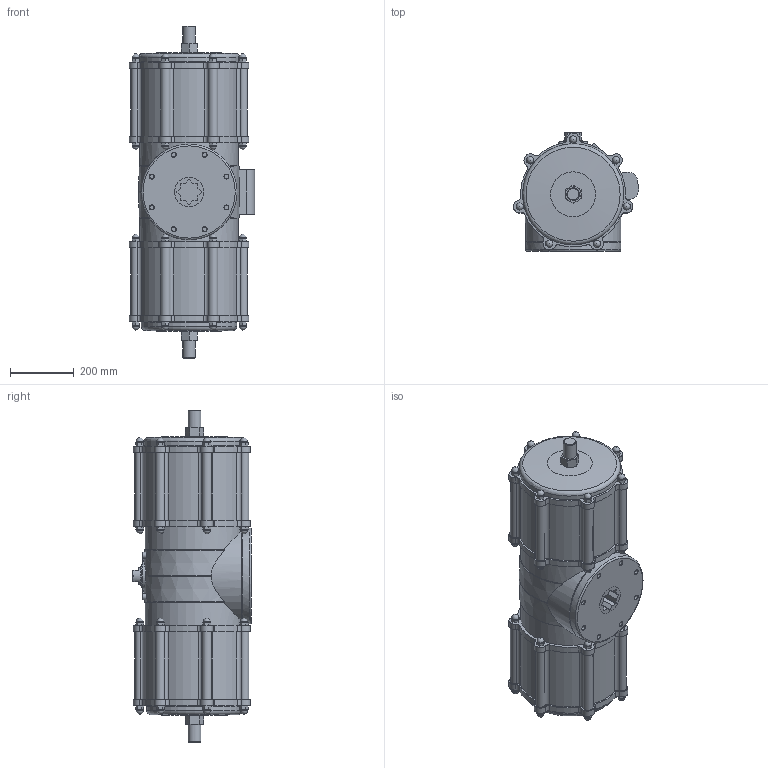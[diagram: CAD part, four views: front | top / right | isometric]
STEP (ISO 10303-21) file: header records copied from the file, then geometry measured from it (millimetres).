
FILE_DESCRIPTION(/* description */ ('STEP AP214'),/* implementation_level */ '2;1');
FILE_NAME(/* name */ '560855_DAPS-8000-090-R-F25',/* time_stamp */ '2024-08-14T14:48:40+02:00',/* author */ ('License CC BY-ND 4.0'),/* organization */ ('CADENAS'),/* preprocessor_version */ 'ST-DEVELOPER v19.3',/* originating_system */ 'PARTsolutions',/* authorisation */ ' ');
FILE_SCHEMA (('AUTOMOTIVE_DESIGN {1 0 10303 214 3 1 1}'));
Length unit declared in the file: millimetre
Products named in the file (3): 560855 DAPS-8000-090-R-F25---0; 560855 DAPS-8000-090-R-F25---(1); 560855 DAPS-8000-090-R-F25---(2)
Assembly tree (2 placements, depth 2):
  560855 DAPS-8000-090-R-F25---0
    560855 DAPS-8000-090-R-F25---(1)
    560855 DAPS-8000-090-R-F25---(2)
Bounding box: 393.96 x 374 x 1044 mm (x, y, z)
Volume: 76123525.7 mm3; surface area: 1599010.8 mm2
Topology: 2 solids, 2 shells, 819 faces, 2097 edges, 1317 vertices
Faces by surface type: plane 457, cylinder 261, cone 68, sphere 30, torus 3
Full cylindrical faces by diameter (mm): 4.134 x4, 4.917 x5, 13.835 x8, 14.95 x2, 22 x28, 40 x2, 52 x1, 62 x1, 75 x2, 92 x2, 300 x2, 310 x2
Entity records: 23872 total; most frequent: CARTESIAN_POINT 4576, DIRECTION 4148, ORIENTED_EDGE 3824, EDGE_CURVE 1912, AXIS2_PLACEMENT_3D 1554, VERTEX_POINT 1248, LINE 1040, VECTOR 1040
